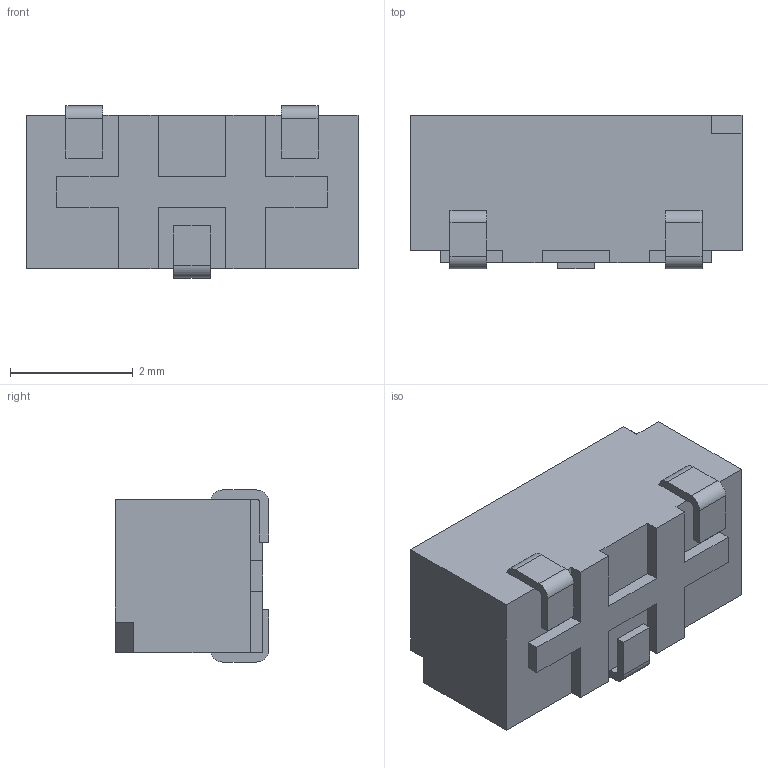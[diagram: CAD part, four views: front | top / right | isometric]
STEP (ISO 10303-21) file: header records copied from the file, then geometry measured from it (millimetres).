
FILE_DESCRIPTION(/* description */ ('STEP AP242','CAx-IF Rec.Pracs.---Representation and Presentation of Product Manufacturing Information (PMI)---4.0---2014-10-13','CAx-IF Rec.Pracs.---3D Tessellated Geometry---0.4---2014-09-14','2;1'),/* implementation_level */ '2;1');
FILE_NAME(/* name */ '61e8a4be57eb834291a9643b',/* time_stamp */ '2022-01-19T23:54:39+00:00',/* author */ (''),/* organization */ (''),/* preprocessor_version */ 'ST-DEVELOPER v18.101',/* originating_system */ ' ',/* authorisation */ ' ');
FILE_SCHEMA (('AP242_MANAGED_MODEL_BASED_3D_ENGINEERING_MIM_LF { 1 0 10303 442 1 1 4 }'));
Length unit declared in the file: metre
Products named in the file (3): CAS-120TA; _CAS_c_12A; _1 pole_s
Assembly tree (2 placements, depth 2):
  CAS-120TA
    _CAS_c_12A
    _1 pole_s
Bounding box: 5.4 x 2.5 x 2.8 mm (x, y, z)
Volume: 30.4 mm3; surface area: 74.8 mm2
Topology: 2 solids, 2 shells, 85 faces, 227 edges, 148 vertices
Faces by surface type: plane 67, cylinder 18
Full cylindrical faces by diameter (mm): 0.4 x1
Entity records: 2954 total; most frequent: CARTESIAN_POINT 462, ORIENTED_EDGE 452, DIRECTION 438, EDGE_CURVE 226, LINE 190, VECTOR 190, VERTEX_POINT 148, AXIS2_PLACEMENT_3D 124
